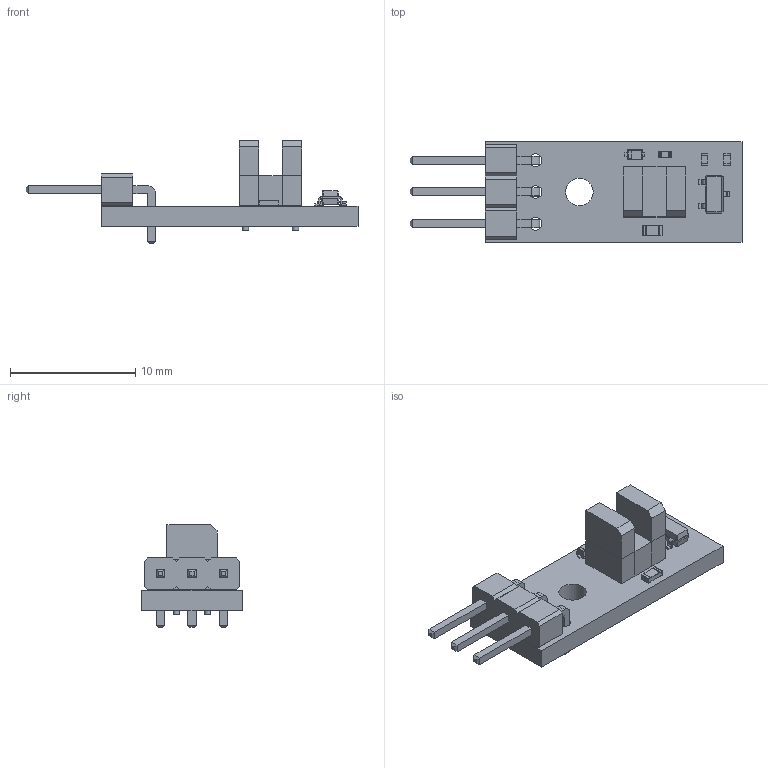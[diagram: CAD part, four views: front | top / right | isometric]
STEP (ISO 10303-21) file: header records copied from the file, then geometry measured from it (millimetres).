
FILE_DESCRIPTION(('KiCad electronic assembly'),'2;1');
FILE_NAME('IR-endstop-03b.step','2019-07-04T10:37:53',('An Author'),( 'A Company'),'Open CASCADE STEP processor 6.8', 'KiCad to STEP converter','Unknown');
FILE_SCHEMA(('AUTOMOTIVE_DESIGN_CC2 { 1 2 10303 214 -1 1 5 4 }'));
Length unit declared in the file: millimetre
Products named in the file (14): Open CASCADE STEP translator 6.8 1; R_0402_1005Metric; SOLID; D_SOD-523; SOT-23; EE-SX1103; COMPOUND; PinHeader_1x03_P2.54mm_Horizontal; R_0603_1608Metric
Assembly tree (15 placements, depth 3):
  Open CASCADE STEP translator 6.8 1
    R_0402_1005Metric  x3
      SOLID
    D_SOD-523
      SOLID
    SOT-23
      SOLID
    EE-SX1103
      COMPOUND
    PinHeader_1x03_P2.54mm_Horizontal
      SOLID
    R_0603_1608Metric
      SOLID
    COMPOUND
Bounding box: 26.54 x 8 x 8.2 mm (x, y, z)
Volume: 402.5 mm3; surface area: 822.1 mm2
Topology: 13 solids, 13 shells, 342 faces, 817 edges, 508 vertices
Faces by surface type: plane 246, cylinder 59, bspline 37
Full cylindrical faces by diameter (mm): 0.5 x4, 0.762 x4, 1.016 x3, 2.2 x1
Entity records: 23976 total; most frequent: CARTESIAN_POINT 8384, DIRECTION 2357, LINE 1589, VECTOR 1589, ORIENTED_EDGE 1362, PCURVE 1362, DEFINITIONAL_REPRESENTATION 1362, EDGE_CURVE 681
